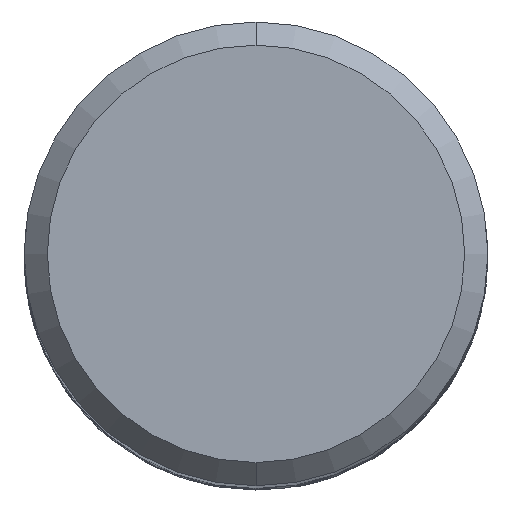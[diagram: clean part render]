
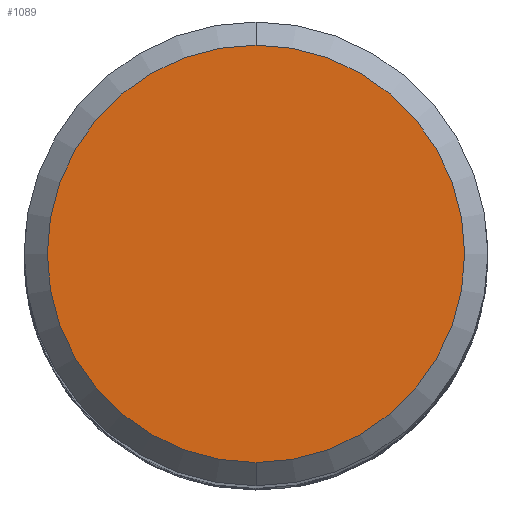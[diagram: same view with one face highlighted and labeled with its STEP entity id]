
A CAD part, top view. The second image highlights one B-rep face of the part: STEP entity #1089.
In plain terms, the highlighted planar face has unit normal (0, 0, 1).
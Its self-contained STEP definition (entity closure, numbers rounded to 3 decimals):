
#943=EDGE_CURVE('',#1477,#1353,#1978,.T.);
#1089=ADVANCED_FACE('',(#2136),#2137,.T.);
#1353=VERTEX_POINT('',#2434);
#1393=EDGE_CURVE('',#1353,#1477,#2474,.T.);
#1477=VERTEX_POINT('',#2568);
#1978=CIRCLE('',#5613,9.0);
#2136=FACE_OUTER_BOUND('',#6578,.T.);
#2137=PLANE('',#6579);
#2434=CARTESIAN_POINT('',(0.0,9.0,0.0));
#2474=CIRCLE('',#10141,9.0);
#2568=CARTESIAN_POINT('',(0.,-9.0,0.0));
#5613=AXIS2_PLACEMENT_3D('',#12111,#12112,#12113);
#6578=EDGE_LOOP('',(#12256,#12257));
#6579=AXIS2_PLACEMENT_3D('',#12258,#12259,#12260);
#10141=AXIS2_PLACEMENT_3D('',#12613,#12614,#12615);
#12111=CARTESIAN_POINT('',(0.0,0.0,0.0));
#12112=DIRECTION('',(0.0,0.0,-1.0));
#12113=DIRECTION('',(0.0,1.0,0.0));
#12256=ORIENTED_EDGE('',*,*,#1393,.F.);
#12257=ORIENTED_EDGE('',*,*,#943,.F.);
#12258=CARTESIAN_POINT('',(0.0,4.5,0.0));
#12259=DIRECTION('',(-0.0,0.0,1.0));
#12260=DIRECTION('',(0.0,-1.0,0.0));
#12613=CARTESIAN_POINT('',(0.0,0.0,0.0));
#12614=DIRECTION('',(0.0,0.0,-1.0));
#12615=DIRECTION('',(0.0,1.0,0.0));
